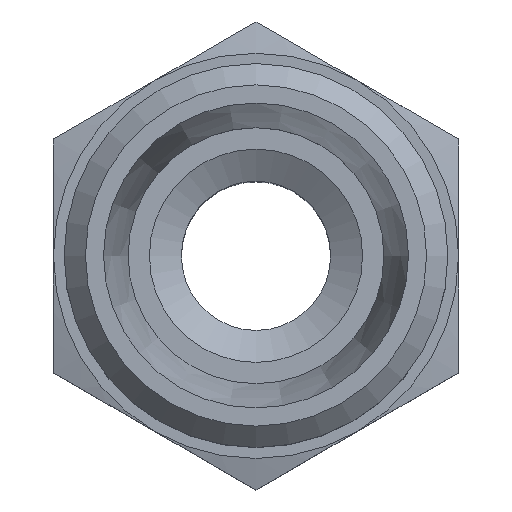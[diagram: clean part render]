
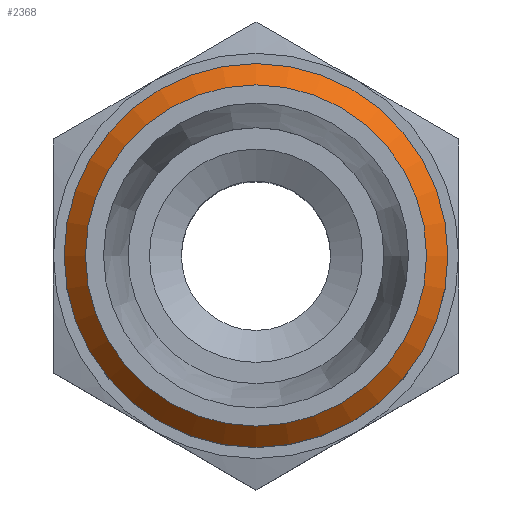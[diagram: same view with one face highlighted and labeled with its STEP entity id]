
A CAD part, top view. The second image highlights one B-rep face of the part: STEP entity #2368.
In plain terms, the highlighted conical face has half-angle 45 degrees and reference radius 8.5 mm.
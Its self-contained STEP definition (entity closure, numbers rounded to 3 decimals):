
#2334=CARTESIAN_POINT('',(9.0,0.,29.0));
#2335=VERTEX_POINT('',#2334);
#2336=CARTESIAN_POINT('',(0.0,0.0,29.0));
#2337=DIRECTION('',(0.0,0.0,1.0));
#2338=DIRECTION('',(-1.0,0.0,0.0));
#2339=AXIS2_PLACEMENT_3D('',#2336,#2337,#2338);
#2340=CIRCLE('',#2339,9.0);
#2341=EDGE_CURVE('',#2335,#2335,#2340,.T.);
#2349=CARTESIAN_POINT('',(0.0,0.0,29.5));
#2350=DIRECTION('',(0.0,0.0,-1.0));
#2351=DIRECTION('',(-1.0,0.0,0.0));
#2352=AXIS2_PLACEMENT_3D('',#2349,#2350,#2351);
#2353=CONICAL_SURFACE('',#2352,8.5,45.);
#2354=ORIENTED_EDGE('',*,*,#2341,.T.);
#2355=EDGE_LOOP('',(#2354));
#2356=FACE_OUTER_BOUND('',#2355,.T.);
#2357=CARTESIAN_POINT('',(8.,0.,30.0));
#2358=VERTEX_POINT('',#2357);
#2359=CARTESIAN_POINT('',(0.0,0.0,30.0));
#2360=DIRECTION('',(0.0,0.0,-1.0));
#2361=DIRECTION('',(-1.0,0.0,0.0));
#2362=AXIS2_PLACEMENT_3D('',#2359,#2360,#2361);
#2363=CIRCLE('',#2362,8.);
#2364=EDGE_CURVE('',#2358,#2358,#2363,.T.);
#2365=ORIENTED_EDGE('',*,*,#2364,.T.);
#2366=EDGE_LOOP('',(#2365));
#2367=FACE_BOUND('',#2366,.T.);
#2368=ADVANCED_FACE('',(#2356,#2367),#2353,.T.);
